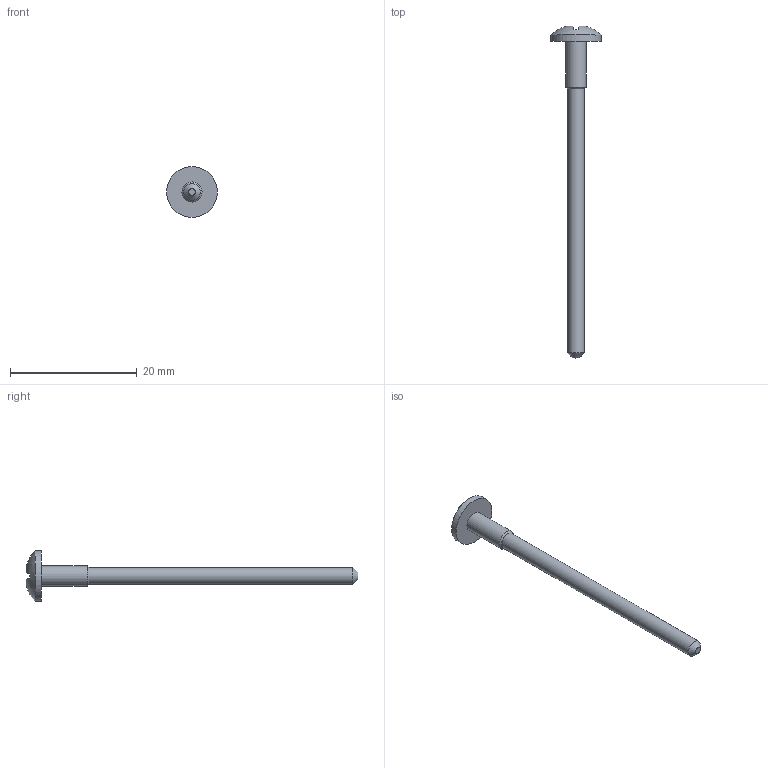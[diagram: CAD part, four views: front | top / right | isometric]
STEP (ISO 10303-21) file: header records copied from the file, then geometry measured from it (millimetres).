
FILE_DESCRIPTION (( 'STEP AP203' ), '1' );
FILE_NAME ('58358-240-50.step', '2020-01-21T14:24:58', ( '' ), ( '' ), 'SwSTEP 2.0', 'SolidWorks 2015', '' );
FILE_SCHEMA (( 'CONFIG_CONTROL_DESIGN' ));
Length unit declared in the file: millimetre
Products named in the file (2): 58358-240-50
Bounding box: 8 x 52.42 x 8 mm (x, y, z)
Volume: 367.5 mm3; surface area: 583.6 mm2
Topology: 1 solids, 21 shells, 326 faces, 809 edges, 540 vertices
Faces by surface type: bspline 144, plane 121, cone 57, cylinder 3, sphere 1
Full cylindrical faces by diameter (mm): 2.67 x1, 3.18 x1, 8 x1
Entity records: 17154 total; most frequent: CARTESIAN_POINT 10769, ORIENTED_EDGE 1604, EDGE_CURVE 802, DIRECTION 688, VERTEX_POINT 536, B_SPLINE_CURVE_WITH_KNOTS 476, EDGE_LOOP 344, FACE_OUTER_BOUND 310
